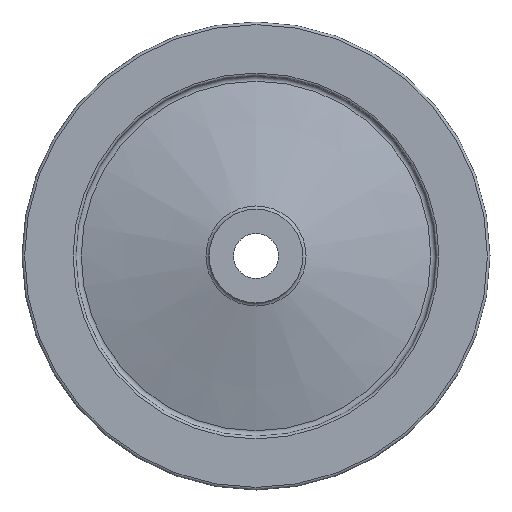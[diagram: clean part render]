
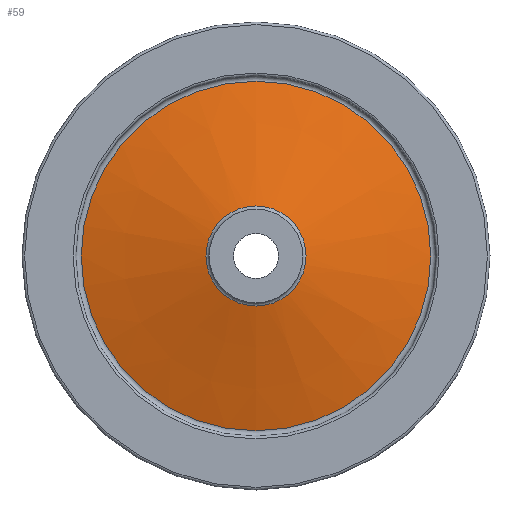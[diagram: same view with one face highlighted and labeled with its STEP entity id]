
A CAD part, left-side view. The second image highlights one B-rep face of the part: STEP entity #59.
In plain terms, the highlighted conical face has half-angle 74.91 degrees and reference radius 26.726 mm.
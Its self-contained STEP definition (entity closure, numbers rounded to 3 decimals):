
#59 = ADVANCED_FACE( '', ( #130, #131 ), #132, .T. );
#130 = FACE_OUTER_BOUND( '', #213, .T. );
#131 = FACE_BOUND( '', #214, .T. );
#132 = CONICAL_SURFACE( '', #215, 26.726, 1.307 );
#213 = EDGE_LOOP( '', ( #306 ) );
#214 = EDGE_LOOP( '', ( #307 ) );
#215 = AXIS2_PLACEMENT_3D( '', #308, #309, #310 );
#306 = ORIENTED_EDGE( '', *, *, #393, .F. );
#307 = ORIENTED_EDGE( '', *, *, #377, .T. );
#308 = CARTESIAN_POINT( '', ( 17.55, 0., 0. ) );
#309 = DIRECTION( '', ( 1., 0., 0. ) );
#310 = DIRECTION( '', ( 0., 0., -1. ) );
#377 = EDGE_CURVE( '', #418, #418, #419, .T. );
#393 = EDGE_CURVE( '', #444, #444, #445, .T. );
#418 = VERTEX_POINT( '', #475 );
#419 = CIRCLE( '', #476, 26.726 );
#444 = VERTEX_POINT( '', #501 );
#445 = CIRCLE( '', #502, 93.372 );
#475 = CARTESIAN_POINT( '', ( 17.55, 0., -26.726 ) );
#476 = AXIS2_PLACEMENT_3D( '', #532, #533, #534 );
#501 = CARTESIAN_POINT( '', ( 35.52, 0., -93.372 ) );
#502 = AXIS2_PLACEMENT_3D( '', #562, #563, #564 );
#532 = CARTESIAN_POINT( '', ( 17.55, 0., 0. ) );
#533 = DIRECTION( '', ( 1., 0., 0. ) );
#534 = DIRECTION( '', ( 0., 0., -1. ) );
#562 = CARTESIAN_POINT( '', ( 35.52, 0., 0. ) );
#563 = DIRECTION( '', ( 1., 0., 0. ) );
#564 = DIRECTION( '', ( 0., 0., -1. ) );
